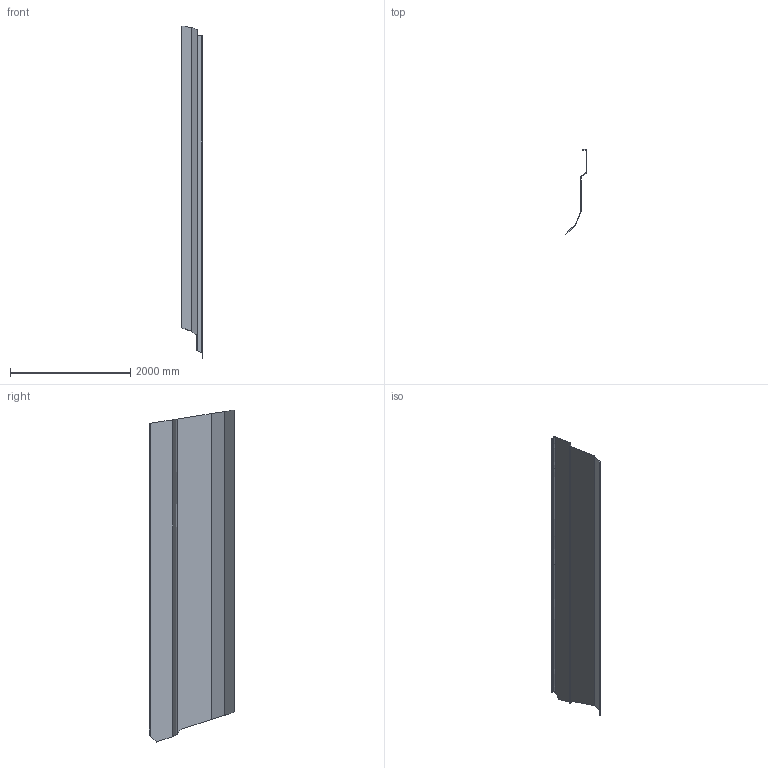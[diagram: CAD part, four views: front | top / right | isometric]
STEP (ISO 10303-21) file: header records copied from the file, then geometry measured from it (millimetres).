
FILE_DESCRIPTION (( 'STEP AP203' ), '1' );
FILE_NAME ('M5 - erp33360_MirrorYAN 6 MM ST.IGS_Default_sldprt.STEP', '2023-01-17T11:23:34', ( '' ), ( '' ), 'SwSTEP 2.0', 'SolidWorks 2019', '' );
FILE_SCHEMA (( 'CONFIG_CONTROL_DESIGN' ));
Length unit declared in the file: millimetre
Products named in the file (1): M5 - erp33360_MirrorYAN 6 MM ST.IGS_Default_sldprt
Bounding box: 345.96 x 1417.87 x 5524.25 mm (x, y, z)
Volume: 49149099.1 mm3; surface area: 16466177.4 mm2
Topology: 1 solids, 1 shells, 53 faces, 113 edges, 62 vertices
Faces by surface type: bspline 53
Entity records: 2469 total; most frequent: CARTESIAN_POINT 1702, ORIENTED_EDGE 226, EDGE_CURVE 113, B_SPLINE_CURVE_WITH_KNOTS 93, VERTEX_POINT 62, FACE_OUTER_BOUND 53, EDGE_LOOP 53, ADVANCED_FACE 53
